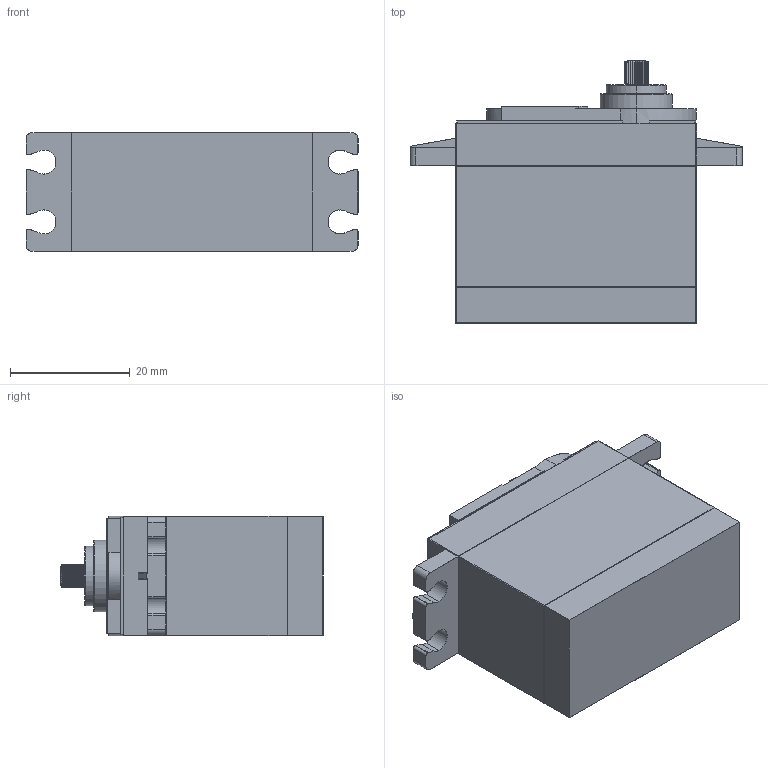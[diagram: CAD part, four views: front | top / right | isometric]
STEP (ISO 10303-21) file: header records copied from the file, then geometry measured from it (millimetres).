
FILE_DESCRIPTION (( 'STEP AP214' ), '1' );
FILE_NAME ('Mg995.STEP', '2023-06-16T11:19:34', ( '' ), ( '' ), 'SwSTEP 2.0', 'SolidWorks 2022', '' );
FILE_SCHEMA (( 'AUTOMOTIVE_DESIGN' ));
Length unit declared in the file: millimetre
Products named in the file (1): Mg995
Bounding box: 55.5 x 43.8 x 20 mm (x, y, z)
Volume: 29563.2 mm3; surface area: 6919.6 mm2
Topology: 2 solids, 2 shells, 1066 faces, 2669 edges, 1619 vertices
Faces by surface type: plane 490, cylinder 233, bspline 174, torus 114, sphere 51, cone 4
Entity records: 43018 total; most frequent: CARTESIAN_POINT 14770, ORIENTED_EDGE 5270, DIRECTION 4588, EDGE_CURVE 2635, VERTEX_POINT 1619, LINE 1536, VECTOR 1536, AXIS2_PLACEMENT_3D 1526
